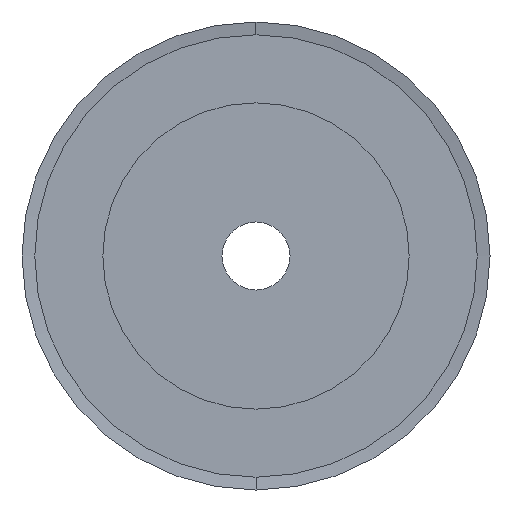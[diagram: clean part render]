
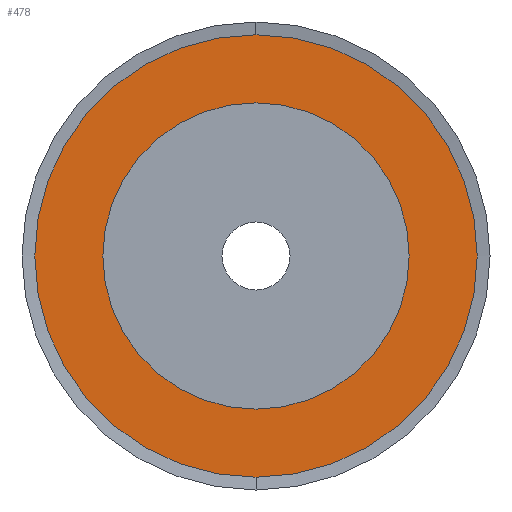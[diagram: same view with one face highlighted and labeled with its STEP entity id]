
A CAD part, left-side view. The second image highlights one B-rep face of the part: STEP entity #478.
In plain terms, the highlighted planar face has unit normal (-1, 0, 0).
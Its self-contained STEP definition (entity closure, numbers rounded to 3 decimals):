
#478=ADVANCED_FACE('',(#959,#960),#961,.T.);
#959=FACE_OUTER_BOUND('',#1439,.T.);
#960=FACE_BOUND('',#1440,.T.);
#961=PLANE('',#1441);
#1439=EDGE_LOOP('',(#2906,#2907));
#1440=EDGE_LOOP('',(#2908,#2909));
#1441=AXIS2_PLACEMENT_3D('',#2910,#2911,#2912);
#2906=ORIENTED_EDGE('',*,*,#3537,.F.);
#2907=ORIENTED_EDGE('',*,*,#2968,.F.);
#2908=ORIENTED_EDGE('',*,*,#2973,.T.);
#2909=ORIENTED_EDGE('',*,*,#3534,.T.);
#2910=CARTESIAN_POINT('',(-15.75,0.0,-22.0));
#2911=DIRECTION('',(-1.0,0.0,0.0));
#2912=DIRECTION('',(0.0,0.0,1.0));
#2968=EDGE_CURVE('',#3568,#3565,#3570,.T.);
#2973=EDGE_CURVE('',#3573,#3577,#3579,.T.);
#3534=EDGE_CURVE('',#3577,#3573,#4414,.T.);
#3537=EDGE_CURVE('',#3565,#3568,#4417,.T.);
#3565=VERTEX_POINT('',#4449);
#3568=VERTEX_POINT('',#4453);
#3570=CIRCLE('',#4456,26.0);
#3573=VERTEX_POINT('',#4459);
#3577=VERTEX_POINT('',#4464);
#3579=CIRCLE('',#4467,18.0);
#4414=CIRCLE('',#5506,18.0);
#4417=CIRCLE('',#5509,26.0);
#4449=CARTESIAN_POINT('',(-15.75,0.0,-26.0));
#4453=CARTESIAN_POINT('',(-15.75,0.,26.0));
#4456=AXIS2_PLACEMENT_3D('',#5539,#5540,#5541);
#4459=CARTESIAN_POINT('',(-15.75,0.0,-18.0));
#4464=CARTESIAN_POINT('',(-15.75,0.,18.0));
#4467=AXIS2_PLACEMENT_3D('',#5547,#5548,#5549);
#5506=AXIS2_PLACEMENT_3D('',#6387,#6388,#6389);
#5509=AXIS2_PLACEMENT_3D('',#6393,#6394,#6395);
#5539=CARTESIAN_POINT('',(-15.75,0.0,0.0));
#5540=DIRECTION('',(1.0,0.0,0.0));
#5541=DIRECTION('',(0.0,0.0,-1.0));
#5547=CARTESIAN_POINT('',(-15.75,0.0,0.0));
#5548=DIRECTION('',(1.0,0.0,0.0));
#5549=DIRECTION('',(0.0,0.0,-1.0));
#6387=CARTESIAN_POINT('',(-15.75,0.0,0.0));
#6388=DIRECTION('',(1.0,0.0,0.0));
#6389=DIRECTION('',(0.0,0.0,-1.0));
#6393=CARTESIAN_POINT('',(-15.75,0.0,0.0));
#6394=DIRECTION('',(1.0,0.0,0.0));
#6395=DIRECTION('',(0.0,0.0,-1.0));
